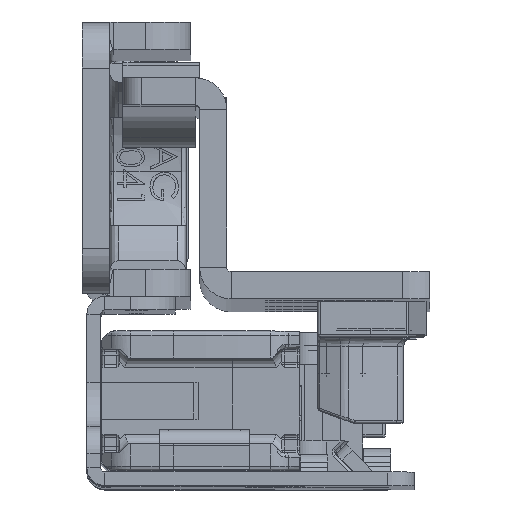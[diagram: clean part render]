
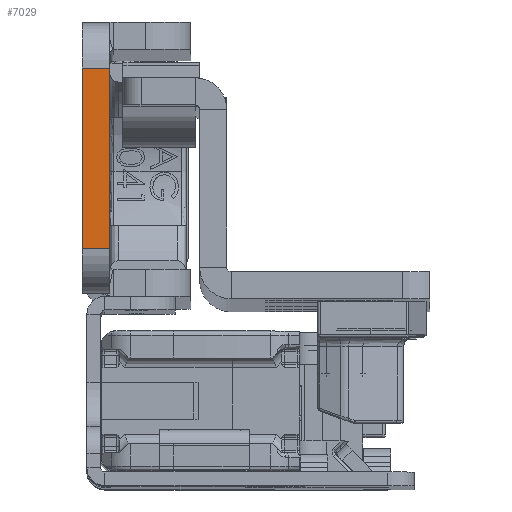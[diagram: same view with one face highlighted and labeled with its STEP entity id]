
A CAD part, top view. The second image highlights one B-rep face of the part: STEP entity #7029.
In plain terms, the highlighted planar face has unit normal (0, 0, 1).
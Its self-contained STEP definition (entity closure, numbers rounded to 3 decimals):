
#5797 = CARTESIAN_POINT ( 'NONE',  ( 0., -22.5, 0. ) ) ;
#5898 = VECTOR ( 'NONE', #59938, 1000. ) ;
#6661 = ORIENTED_EDGE ( 'NONE', *, *, #23246, .F. ) ;
#7029 = ADVANCED_FACE ( 'NONE', ( #36154 ), #44783, .F. ) ;
#7299 = EDGE_LOOP ( 'NONE', ( #10501, #6661, #43604, #27131 ) ) ;
#10216 = LINE ( 'NONE', #42740, #5898 ) ;
#10501 = ORIENTED_EDGE ( 'NONE', *, *, #34936, .F. ) ;
#13453 = DIRECTION ( 'NONE',  ( 0., -1., 0. ) ) ;
#14709 = DIRECTION ( 'NONE',  ( -1., 0., 0. ) ) ;
#16807 = VERTEX_POINT ( 'NONE', #27598 ) ;
#18754 = VECTOR ( 'NONE', #13453, 1000. ) ;
#18916 = CARTESIAN_POINT ( 'NONE',  ( 3., -10., 0. ) ) ;
#23246 = EDGE_CURVE ( 'NONE', #41679, #26301, #10216, .T. ) ;
#23420 = EDGE_CURVE ( 'NONE', #16807, #32276, #55877, .T. ) ;
#25181 = EDGE_CURVE ( 'NONE', #41679, #16807, #70310, .T. ) ;
#26301 = VERTEX_POINT ( 'NONE', #18916 ) ;
#27131 = ORIENTED_EDGE ( 'NONE', *, *, #23420, .T. ) ;
#27598 = CARTESIAN_POINT ( 'NONE',  ( 0., 10., 0. ) ) ;
#28233 = VECTOR ( 'NONE', #30638, 1000. ) ;
#30638 = DIRECTION ( 'NONE',  ( -1., 0., 0. ) ) ;
#32276 = VERTEX_POINT ( 'NONE', #44552 ) ;
#34936 = EDGE_CURVE ( 'NONE', #26301, #32276, #69770, .T. ) ;
#35826 = CARTESIAN_POINT ( 'NONE',  ( 3., 10., 0. ) ) ;
#36154 = FACE_OUTER_BOUND ( 'NONE', #7299, .T. ) ;
#36294 = CARTESIAN_POINT ( 'NONE',  ( 3., 10., 0. ) ) ;
#38938 = CARTESIAN_POINT ( 'NONE',  ( 3., -22.5, 0. ) ) ;
#41679 = VERTEX_POINT ( 'NONE', #35826 ) ;
#42740 = CARTESIAN_POINT ( 'NONE',  ( 3., -22.5, 0. ) ) ;
#43604 = ORIENTED_EDGE ( 'NONE', *, *, #25181, .T. ) ;
#44552 = CARTESIAN_POINT ( 'NONE',  ( 0., -10., 0. ) ) ;
#44783 = PLANE ( 'NONE',  #66711 ) ;
#55401 = DIRECTION ( 'NONE',  ( -1., 0., 0. ) ) ;
#55877 = LINE ( 'NONE', #5797, #18754 ) ;
#59938 = DIRECTION ( 'NONE',  ( 0., -1., 0. ) ) ;
#64288 = CARTESIAN_POINT ( 'NONE',  ( 3., -10., 0. ) ) ;
#66646 = VECTOR ( 'NONE', #14709, 1000. ) ;
#66711 = AXIS2_PLACEMENT_3D ( 'NONE', #38938, #71880, #55401 ) ;
#69770 = LINE ( 'NONE', #64288, #28233 ) ;
#70310 = LINE ( 'NONE', #36294, #66646 ) ;
#71880 = DIRECTION ( 'NONE',  ( 0., 0., -1. ) ) ;
